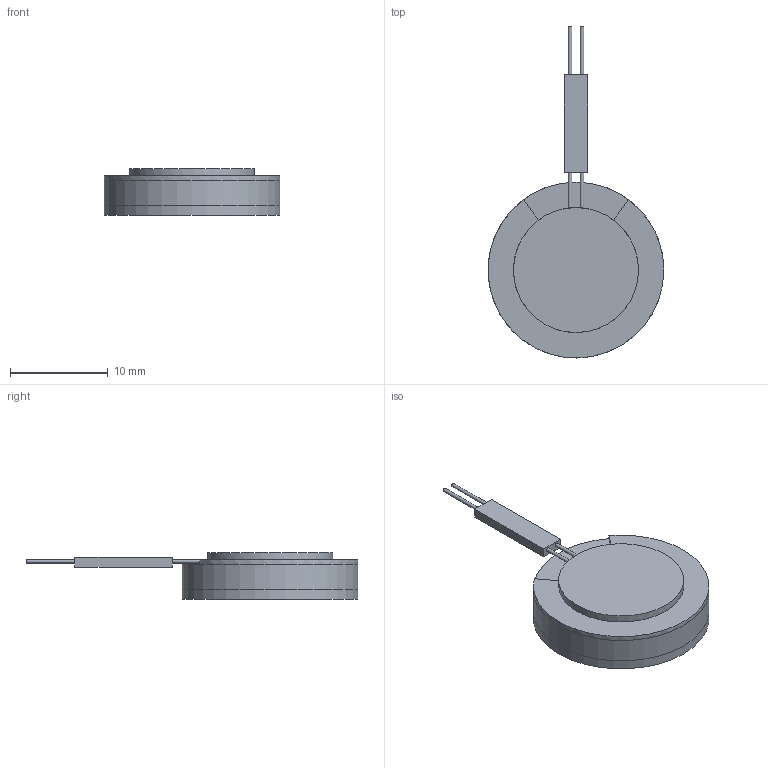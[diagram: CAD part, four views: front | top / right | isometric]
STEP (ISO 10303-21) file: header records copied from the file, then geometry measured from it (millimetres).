
FILE_DESCRIPTION(/* description */ ('Alibre Inc.'),/* implementation_level */ '2;1');
FILE_NAME(/* name */ 'export0',/* time_stamp */ '2018-10-10T20:24:14-05:00',/* author */ (''),/* organization */ (''),/* preprocessor_version */ 'ST-DEVELOPER v17',/* originating_system */ 'Alibre',/* authorisation */ '');
FILE_SCHEMA (('CONFIG_CONTROL_DESIGN'));
Length unit declared in the file: millimetre
Products named in the file (1): ID_1
Bounding box: 18 x 34 x 4.8 mm (x, y, z)
Volume: 996.8 mm3; surface area: 943.3 mm2
Topology: 1 solids, 1 shells, 44 faces, 81 edges, 55 vertices
Faces by surface type: plane 26, cylinder 18
Full cylindrical faces by diameter (mm): 0.371 x4, 1.75 x8, 4 x1, 12.5 x1, 12.8 x1, 17.999 x2, 18 x1
Entity records: 1081 total; most frequent: CARTESIAN_POINT 215, DIRECTION 149, ORIENTED_EDGE 116, EDGE_LOOP 80, FACE_BOUND 80, AXIS2_PLACEMENT_3D 77, EDGE_CURVE 58, VERTEX_POINT 50
